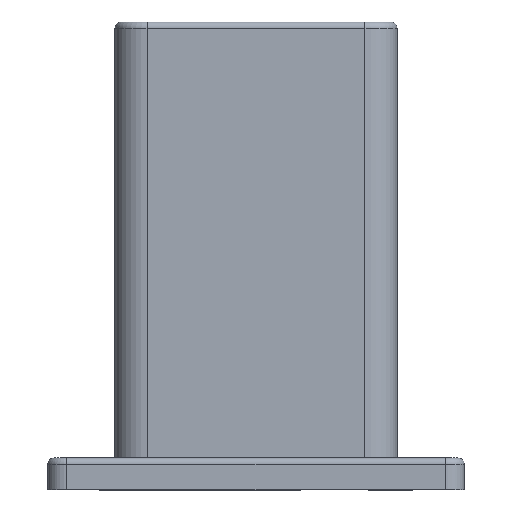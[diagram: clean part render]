
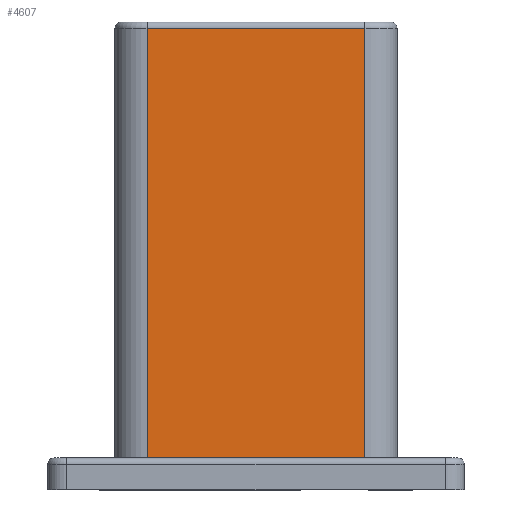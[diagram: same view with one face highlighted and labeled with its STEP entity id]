
A CAD part, front view. The second image highlights one B-rep face of the part: STEP entity #4607.
In plain terms, the highlighted planar face has unit normal (0, -1, 0).
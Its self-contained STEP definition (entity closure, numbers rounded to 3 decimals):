
#2278 = PLANE('',#2279);
#2279 = AXIS2_PLACEMENT_3D('',#2280,#2281,#2282);
#2280 = CARTESIAN_POINT('',(0.,0.,5.));
#2281 = DIRECTION('',(0.,0.,1.));
#2282 = DIRECTION('',(1.,0.,0.));
#3707 = VERTEX_POINT('',#3708);
#3708 = CARTESIAN_POINT('',(17.,-13.5,5.));
#3723 = CYLINDRICAL_SURFACE('',#3724,5.);
#3724 = AXIS2_PLACEMENT_3D('',#3725,#3726,#3727);
#3725 = CARTESIAN_POINT('',(17.,-8.5,5.));
#3726 = DIRECTION('',(-0.,-0.,-1.));
#3727 = DIRECTION('',(1.,0.,0.));
#3735 = EDGE_CURVE('',#3736,#3707,#3738,.T.);
#3736 = VERTEX_POINT('',#3737);
#3737 = CARTESIAN_POINT('',(-17.,-13.5,5.));
#3738 = SURFACE_CURVE('',#3739,(#3743,#3750),.PCURVE_S1.);
#3739 = LINE('',#3740,#3741);
#3740 = CARTESIAN_POINT('',(-17.,-13.5,5.));
#3741 = VECTOR('',#3742,1.);
#3742 = DIRECTION('',(1.,0.,0.));
#3743 = PCURVE('',#2278,#3744);
#3744 = DEFINITIONAL_REPRESENTATION('',(#3745),#3749);
#3745 = LINE('',#3746,#3747);
#3746 = CARTESIAN_POINT('',(-17.,-13.5));
#3747 = VECTOR('',#3748,1.);
#3748 = DIRECTION('',(1.,0.));
#3749 = ( GEOMETRIC_REPRESENTATION_CONTEXT(2) 
PARAMETRIC_REPRESENTATION_CONTEXT() REPRESENTATION_CONTEXT('2D SPACE',''
  ) );
#3750 = PCURVE('',#3751,#3756);
#3751 = PLANE('',#3752);
#3752 = AXIS2_PLACEMENT_3D('',#3753,#3754,#3755);
#3753 = CARTESIAN_POINT('',(-17.,-13.5,5.));
#3754 = DIRECTION('',(0.,1.,0.));
#3755 = DIRECTION('',(1.,0.,0.));
#3756 = DEFINITIONAL_REPRESENTATION('',(#3757),#3761);
#3757 = LINE('',#3758,#3759);
#3758 = CARTESIAN_POINT('',(0.,0.));
#3759 = VECTOR('',#3760,1.);
#3760 = DIRECTION('',(1.,0.));
#3761 = ( GEOMETRIC_REPRESENTATION_CONTEXT(2) 
PARAMETRIC_REPRESENTATION_CONTEXT() REPRESENTATION_CONTEXT('2D SPACE',''
  ) );
#3780 = CYLINDRICAL_SURFACE('',#3781,5.);
#3781 = AXIS2_PLACEMENT_3D('',#3782,#3783,#3784);
#3782 = CARTESIAN_POINT('',(-17.,-8.5,5.));
#3783 = DIRECTION('',(-0.,-0.,-1.));
#3784 = DIRECTION('',(1.,0.,0.));
#4558 = VERTEX_POINT('',#4559);
#4559 = CARTESIAN_POINT('',(-17.,-13.5,72.));
#4586 = EDGE_CURVE('',#3736,#4558,#4587,.T.);
#4587 = SURFACE_CURVE('',#4588,(#4592,#4599),.PCURVE_S1.);
#4588 = LINE('',#4589,#4590);
#4589 = CARTESIAN_POINT('',(-17.,-13.5,5.));
#4590 = VECTOR('',#4591,1.);
#4591 = DIRECTION('',(0.,0.,1.));
#4592 = PCURVE('',#3780,#4593);
#4593 = DEFINITIONAL_REPRESENTATION('',(#4594),#4598);
#4594 = LINE('',#4595,#4596);
#4595 = CARTESIAN_POINT('',(-4.712,0.));
#4596 = VECTOR('',#4597,1.);
#4597 = DIRECTION('',(-0.,-1.));
#4598 = ( GEOMETRIC_REPRESENTATION_CONTEXT(2) 
PARAMETRIC_REPRESENTATION_CONTEXT() REPRESENTATION_CONTEXT('2D SPACE',''
  ) );
#4599 = PCURVE('',#3751,#4600);
#4600 = DEFINITIONAL_REPRESENTATION('',(#4601),#4605);
#4601 = LINE('',#4602,#4603);
#4602 = CARTESIAN_POINT('',(0.,0.));
#4603 = VECTOR('',#4604,1.);
#4604 = DIRECTION('',(0.,-1.));
#4605 = ( GEOMETRIC_REPRESENTATION_CONTEXT(2) 
PARAMETRIC_REPRESENTATION_CONTEXT() REPRESENTATION_CONTEXT('2D SPACE',''
  ) );
#4607 = ADVANCED_FACE('',(#4608),#3751,.F.);
#4608 = FACE_BOUND('',#4609,.F.);
#4609 = EDGE_LOOP('',(#4610,#4611,#4639,#4660));
#4610 = ORIENTED_EDGE('',*,*,#4586,.T.);
#4611 = ORIENTED_EDGE('',*,*,#4612,.F.);
#4612 = EDGE_CURVE('',#4613,#4558,#4615,.T.);
#4613 = VERTEX_POINT('',#4614);
#4614 = CARTESIAN_POINT('',(17.,-13.5,72.));
#4615 = SURFACE_CURVE('',#4616,(#4620,#4627),.PCURVE_S1.);
#4616 = LINE('',#4617,#4618);
#4617 = CARTESIAN_POINT('',(17.,-13.5,72.));
#4618 = VECTOR('',#4619,1.);
#4619 = DIRECTION('',(-1.,-0.,-0.));
#4620 = PCURVE('',#3751,#4621);
#4621 = DEFINITIONAL_REPRESENTATION('',(#4622),#4626);
#4622 = LINE('',#4623,#4624);
#4623 = CARTESIAN_POINT('',(34.,-67.));
#4624 = VECTOR('',#4625,1.);
#4625 = DIRECTION('',(-1.,0.));
#4626 = ( GEOMETRIC_REPRESENTATION_CONTEXT(2) 
PARAMETRIC_REPRESENTATION_CONTEXT() REPRESENTATION_CONTEXT('2D SPACE',''
  ) );
#4627 = PCURVE('',#4628,#4633);
#4628 = CYLINDRICAL_SURFACE('',#4629,1.);
#4629 = AXIS2_PLACEMENT_3D('',#4630,#4631,#4632);
#4630 = CARTESIAN_POINT('',(17.,-12.5,72.));
#4631 = DIRECTION('',(-1.,-0.,-0.));
#4632 = DIRECTION('',(0.,-1.,0.));
#4633 = DEFINITIONAL_REPRESENTATION('',(#4634),#4638);
#4634 = LINE('',#4635,#4636);
#4635 = CARTESIAN_POINT('',(0.,0.));
#4636 = VECTOR('',#4637,1.);
#4637 = DIRECTION('',(0.,1.));
#4638 = ( GEOMETRIC_REPRESENTATION_CONTEXT(2) 
PARAMETRIC_REPRESENTATION_CONTEXT() REPRESENTATION_CONTEXT('2D SPACE',''
  ) );
#4639 = ORIENTED_EDGE('',*,*,#4640,.F.);
#4640 = EDGE_CURVE('',#3707,#4613,#4641,.T.);
#4641 = SURFACE_CURVE('',#4642,(#4646,#4653),.PCURVE_S1.);
#4642 = LINE('',#4643,#4644);
#4643 = CARTESIAN_POINT('',(17.,-13.5,5.));
#4644 = VECTOR('',#4645,1.);
#4645 = DIRECTION('',(0.,0.,1.));
#4646 = PCURVE('',#3751,#4647);
#4647 = DEFINITIONAL_REPRESENTATION('',(#4648),#4652);
#4648 = LINE('',#4649,#4650);
#4649 = CARTESIAN_POINT('',(34.,0.));
#4650 = VECTOR('',#4651,1.);
#4651 = DIRECTION('',(0.,-1.));
#4652 = ( GEOMETRIC_REPRESENTATION_CONTEXT(2) 
PARAMETRIC_REPRESENTATION_CONTEXT() REPRESENTATION_CONTEXT('2D SPACE',''
  ) );
#4653 = PCURVE('',#3723,#4654);
#4654 = DEFINITIONAL_REPRESENTATION('',(#4655),#4659);
#4655 = LINE('',#4656,#4657);
#4656 = CARTESIAN_POINT('',(-4.712,0.));
#4657 = VECTOR('',#4658,1.);
#4658 = DIRECTION('',(-0.,-1.));
#4659 = ( GEOMETRIC_REPRESENTATION_CONTEXT(2) 
PARAMETRIC_REPRESENTATION_CONTEXT() REPRESENTATION_CONTEXT('2D SPACE',''
  ) );
#4660 = ORIENTED_EDGE('',*,*,#3735,.F.);
